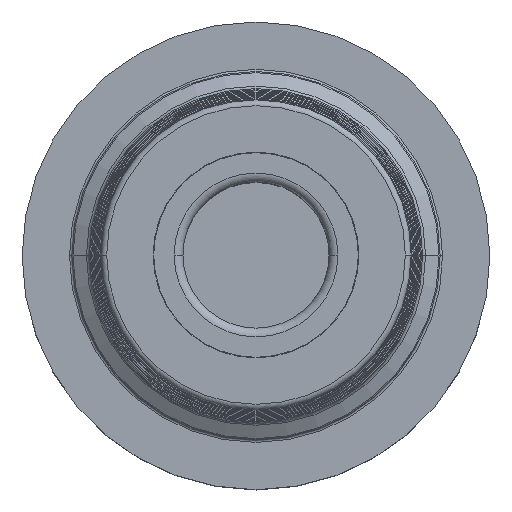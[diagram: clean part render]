
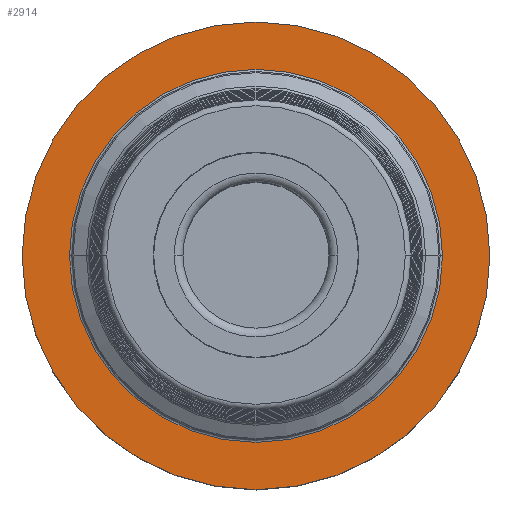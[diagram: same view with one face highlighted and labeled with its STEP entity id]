
A CAD part, top view. The second image highlights one B-rep face of the part: STEP entity #2914.
In plain terms, the highlighted planar face has unit normal (0, 0, 1).
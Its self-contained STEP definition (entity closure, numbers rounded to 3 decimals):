
#833=CARTESIAN_POINT('',(0.,0.,25.95));
#834=DIRECTION('',(0.,0.,1.));
#835=DIRECTION('',(1.,0.,0.));
#836=AXIS2_PLACEMENT_3D('',#833,#834,#835);
#849=CARTESIAN_POINT('',(0.,0.,25.95));
#850=DIRECTION('',(0.,0.,-1.));
#851=DIRECTION('',(1.,0.,0.));
#852=AXIS2_PLACEMENT_3D('',#849,#850,#851);
#872=CARTESIAN_POINT('',(0.,0.,25.95));
#873=DIRECTION('',(0.,0.,1.));
#874=DIRECTION('',(0.,1.,0.));
#875=AXIS2_PLACEMENT_3D('',#872,#873,#874);
#947=CARTESIAN_POINT('',(0.,0.,25.95));
#948=DIRECTION('',(0.,0.,1.));
#949=DIRECTION('',(0.,-1.,0.));
#950=AXIS2_PLACEMENT_3D('',#947,#948,#949);
#2042=CARTESIAN_POINT('',(31.9,0.,25.95));
#2043=VERTEX_POINT('',#2042);
#2044=CARTESIAN_POINT('',(-31.9,0.,25.95));
#2045=VERTEX_POINT('',#2044);
#2139=CARTESIAN_POINT('',(0.,-40.,25.95));
#2140=CARTESIAN_POINT('',(0.,40.,25.95));
#2141=VERTEX_POINT('',#2139);
#2142=VERTEX_POINT('',#2140);
#2899=CARTESIAN_POINT('',(0.,0.,25.95));
#2900=DIRECTION('',(0.,0.,-1.));
#2901=DIRECTION('',(0.,-1.,0.));
#2902=AXIS2_PLACEMENT_3D('',#2899,#2900,#2901);
#2903=PLANE('',#2902);
#2905=ORIENTED_EDGE('',*,*,#2904,.F.);
#2907=ORIENTED_EDGE('',*,*,#2906,.F.);
#2908=EDGE_LOOP('',(#2905,#2907));
#2909=FACE_OUTER_BOUND('',#2908,.F.);
#2910=ORIENTED_EDGE('',*,*,#2881,.T.);
#2911=ORIENTED_EDGE('',*,*,#2892,.F.);
#2912=EDGE_LOOP('',(#2910,#2911));
#2913=FACE_BOUND('',#2912,.F.);
#2914=ADVANCED_FACE('',(#2909,#2913),#2903,.F.);
#837=CIRCLE('',#836,31.9);
#853=CIRCLE('',#852,31.9);
#876=CIRCLE('',#875,40.);
#951=CIRCLE('',#950,40.);
#2881=EDGE_CURVE('',#2043,#2045,#837,.T.);
#2892=EDGE_CURVE('',#2043,#2045,#853,.T.);
#2904=EDGE_CURVE('',#2142,#2141,#876,.T.);
#2906=EDGE_CURVE('',#2141,#2142,#951,.T.);
